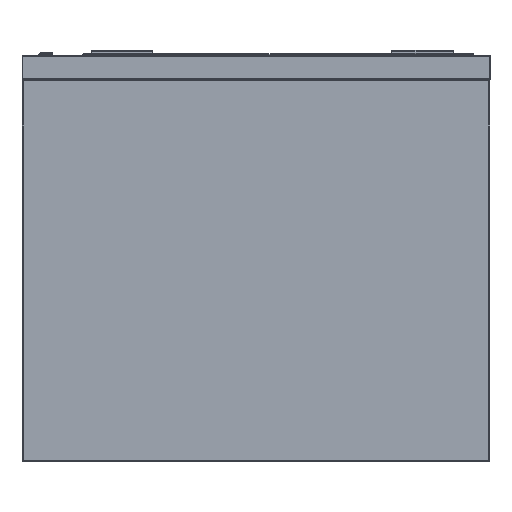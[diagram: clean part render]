
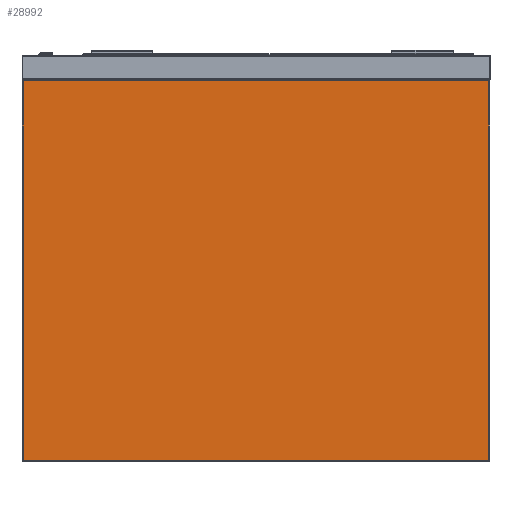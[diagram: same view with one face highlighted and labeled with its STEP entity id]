
A CAD part, left-side view. The second image highlights one B-rep face of the part: STEP entity #28992.
In plain terms, the highlighted planar face has unit normal (-1, 0, 0).
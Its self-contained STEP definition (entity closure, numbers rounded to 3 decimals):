
#476 = VECTOR ( 'NONE', #18145, 1000. ) ;
#706 = DIRECTION ( 'NONE',  ( 0., -1., 0. ) ) ;
#1928 = CARTESIAN_POINT ( 'NONE',  ( -440., -378., -42. ) ) ;
#2704 = VECTOR ( 'NONE', #706, 1000. ) ;
#5409 = CARTESIAN_POINT ( 'NONE',  ( -440., 378., -660. ) ) ;
#5633 = DIRECTION ( 'NONE',  ( 0., 0., 1. ) ) ;
#6379 = VERTEX_POINT ( 'NONE', #1928 ) ;
#7754 = ORIENTED_EDGE ( 'NONE', *, *, #34748, .T. ) ;
#7947 = FACE_OUTER_BOUND ( 'NONE', #26654, .T. ) ;
#8922 = CARTESIAN_POINT ( 'NONE',  ( -440., 378., -658. ) ) ;
#9420 = LINE ( 'NONE', #21061, #476 ) ;
#10318 = DIRECTION ( 'NONE',  ( -1., 0., 0. ) ) ;
#10673 = PLANE ( 'NONE',  #27249 ) ;
#11817 = VECTOR ( 'NONE', #20293, 1000. ) ;
#12221 = ORIENTED_EDGE ( 'NONE', *, *, #18387, .T. ) ;
#12412 = VERTEX_POINT ( 'NONE', #8922 ) ;
#13885 = ORIENTED_EDGE ( 'NONE', *, *, #28821, .T. ) ;
#15731 = ORIENTED_EDGE ( 'NONE', *, *, #22103, .T. ) ;
#16268 = CARTESIAN_POINT ( 'NONE',  ( -440., 378., -42. ) ) ;
#18145 = DIRECTION ( 'NONE',  ( 0., 1., 0. ) ) ;
#18387 = EDGE_CURVE ( 'NONE', #12412, #22492, #25879, .T. ) ;
#19491 = CARTESIAN_POINT ( 'NONE',  ( -440., -378., -660. ) ) ;
#20293 = DIRECTION ( 'NONE',  ( 0., 0., -1. ) ) ;
#20528 = LINE ( 'NONE', #19491, #35197 ) ;
#21061 = CARTESIAN_POINT ( 'NONE',  ( -440., 380., -42. ) ) ;
#22004 = LINE ( 'NONE', #5409, #11817 ) ;
#22103 = EDGE_CURVE ( 'NONE', #32900, #12412, #22004, .T. ) ;
#22492 = VERTEX_POINT ( 'NONE', #22802 ) ;
#22786 = CARTESIAN_POINT ( 'NONE',  ( -440., -380., -658. ) ) ;
#22802 = CARTESIAN_POINT ( 'NONE',  ( -440., -378., -658. ) ) ;
#24330 = DIRECTION ( 'NONE',  ( 0., -1., 0. ) ) ;
#25879 = LINE ( 'NONE', #22786, #2704 ) ;
#26654 = EDGE_LOOP ( 'NONE', ( #7754, #13885, #15731, #12221 ) ) ;
#27249 = AXIS2_PLACEMENT_3D ( 'NONE', #35981, #10318, #24330 ) ;
#28821 = EDGE_CURVE ( 'NONE', #6379, #32900, #9420, .T. ) ;
#28992 = ADVANCED_FACE ( 'Fl�che7', ( #7947 ), #10673, .T. ) ;
#32900 = VERTEX_POINT ( 'NONE', #16268 ) ;
#34748 = EDGE_CURVE ( 'NONE', #22492, #6379, #20528, .T. ) ;
#35197 = VECTOR ( 'NONE', #5633, 1000. ) ;
#35981 = CARTESIAN_POINT ( 'NONE',  ( -440., -380., -660. ) ) ;
